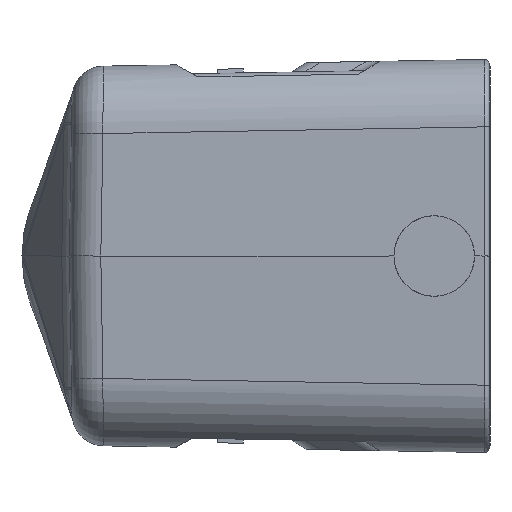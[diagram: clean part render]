
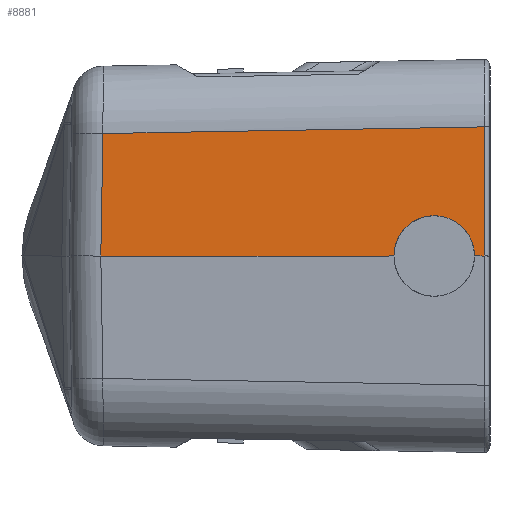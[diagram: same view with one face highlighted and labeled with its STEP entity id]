
A CAD part, left-side view. The second image highlights one B-rep face of the part: STEP entity #8881.
In plain terms, the highlighted planar face has unit normal (-1, 0.018, 0.017).
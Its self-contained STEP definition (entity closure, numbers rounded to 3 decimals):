
#1836=CARTESIAN_POINT('',(-29.743,70.608,14.121));
#1864=DIRECTION('',(0.,-0.707,0.707));
#1865=VECTOR('',#1864,4.4);
#1866=CARTESIAN_POINT('',(-29.894,76.1,
0.));
#1867=LINE('',#1866,#1865);
#1868=DIRECTION('',(0.017,-0.017,1.));
#1869=VECTOR('',#1868,13.397);
#1870=CARTESIAN_POINT('',(-29.257,112.562,
0.));
#1871=LINE('',#1870,#1869);
#1872=DIRECTION('',(-0.017,-1.,0.017));
#1873=VECTOR('',#1872,41.732);
#1874=CARTESIAN_POINT('',(-29.027,112.328,13.393));
#1875=LINE('',#1874,#1873);
#1876=CARTESIAN_POINT('',(-29.894,72.989,3.112));
#1877=CARTESIAN_POINT('',(-29.909,72.559,2.682));
#1878=CARTESIAN_POINT('',(-29.936,71.94,1.723));
#1879=CARTESIAN_POINT('',(-29.96,71.7,
0.608));
#1880=CARTESIAN_POINT('',(-29.97,71.7,0.));
#1886=CARTESIAN_POINT('',(-29.97,71.7,0.));
#1892=DIRECTION('',(-0.017,-1.,0.));
#1893=VECTOR('',#1892,1.09);
#1894=CARTESIAN_POINT('',(-29.97,71.7,0.));
#1895=LINE('',#1894,#1893);
#1904=DIRECTION('',(-0.017,-1.,0.));
#1905=VECTOR('',#1904,36.467);
#1906=CARTESIAN_POINT('',(-29.257,112.562,
0.));
#1907=LINE('',#1906,#1905);
#1948=DIRECTION('',(0.017,0.,1.));
#1949=VECTOR('',#1948,14.124);
#1950=CARTESIAN_POINT('',(-29.989,70.61,
0.));
#1951=LINE('',#1950,#1949);
#6185=CARTESIAN_POINT('',(-29.989,70.61,
0.));
#6186=VERTEX_POINT('',#6185);
#6187=CARTESIAN_POINT('',(-29.257,112.562,
0.));
#6188=VERTEX_POINT('',#6187);
#6191=CARTESIAN_POINT('',(-29.027,112.328,13.393));
#6192=VERTEX_POINT('',#6191);
#6198=VERTEX_POINT('',#1836);
#6553=CARTESIAN_POINT('',(-29.894,76.1,
0.));
#6555=VERTEX_POINT('',#6553);
#6557=VERTEX_POINT('',#1886);
#6558=CARTESIAN_POINT('',(-29.894,72.989,3.112));
#6559=VERTEX_POINT('',#6558);
#8861=CARTESIAN_POINT('',(-29.607,70.,22.544));
#8862=DIRECTION('',(-1.,0.017,0.017));
#8863=DIRECTION('',(0.017,1.,0.));
#8864=AXIS2_PLACEMENT_3D('',#8861,#8862,#8863);
#8865=PLANE('',#8864);
#8867=ORIENTED_EDGE('',*,*,#8866,.F.);
#8869=ORIENTED_EDGE('',*,*,#8868,.F.);
#8871=ORIENTED_EDGE('',*,*,#8870,.T.);
#8872=ORIENTED_EDGE('',*,*,#8848,.T.);
#8874=ORIENTED_EDGE('',*,*,#8873,.F.);
#8876=ORIENTED_EDGE('',*,*,#8875,.F.);
#8878=ORIENTED_EDGE('',*,*,#8877,.F.);
#8879=EDGE_LOOP('',(#8867,#8869,#8871,#8872,#8874,#8876,#8878));
#8880=FACE_OUTER_BOUND('',#8879,.F.);
#1881=B_SPLINE_CURVE_WITH_KNOTS('',3,(#1876,#1877,#1878,#1879,#1880),
.UNSPECIFIED.,.F.,.F.,(4,1,4),(0.,0.5,1.),.UNSPECIFIED.);
#8848=EDGE_CURVE('',#6192,#6198,#1875,.T.);
#8866=EDGE_CURVE('',#6555,#6559,#1867,.T.);
#8868=EDGE_CURVE('',#6188,#6555,#1907,.T.);
#8870=EDGE_CURVE('',#6188,#6192,#1871,.T.);
#8873=EDGE_CURVE('',#6186,#6198,#1951,.T.);
#8875=EDGE_CURVE('',#6557,#6186,#1895,.T.);
#8877=EDGE_CURVE('',#6559,#6557,#1881,.T.);
#8881=ADVANCED_FACE('',(#8880),#8865,.T.);
